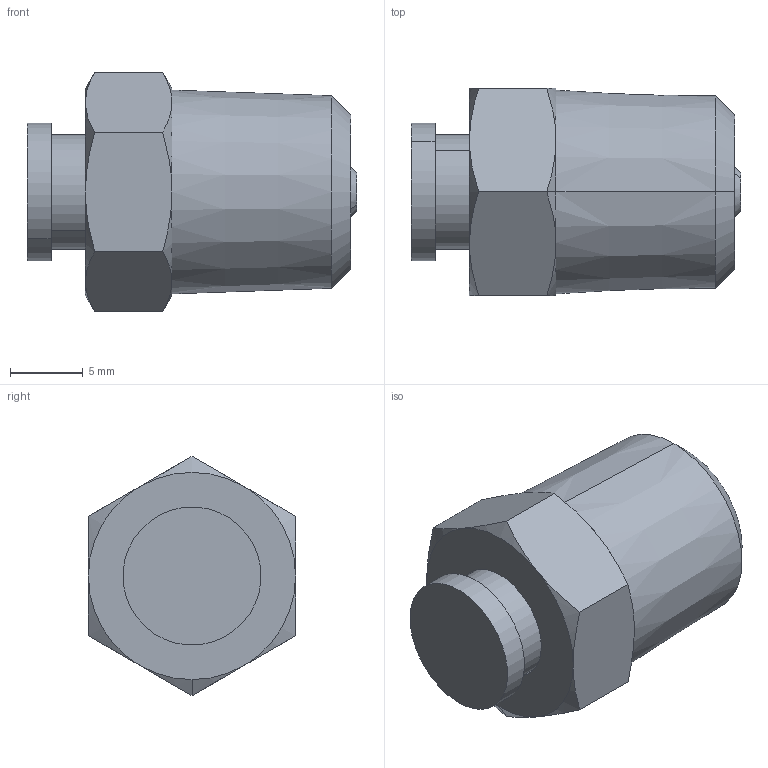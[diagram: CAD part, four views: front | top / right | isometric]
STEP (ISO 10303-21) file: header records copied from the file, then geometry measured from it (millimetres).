
FILE_DESCRIPTION (( 'STEP AP214' ), '1' );
FILE_NAME ('GBV14N.step', '2018-10-25T17:35:49', ( '' ), ( '' ), 'SwSTEP 2.0', 'SolidWorks 2018', '' );
FILE_SCHEMA (( 'AUTOMOTIVE_DESIGN' ));
Length unit declared in the file: inch
Products named in the file (1): GBV14N
Bounding box: 22.73 x 14.29 x 16.5 mm (x, y, z)
Volume: 2690.8 mm3; surface area: 1682.5 mm2
Topology: 4 solids, 4 shells, 52 faces, 104 edges, 62 vertices
Faces by surface type: cone 22, plane 16, cylinder 10, torus 4
Entity records: 2169 total; most frequent: CARTESIAN_POINT 391, DIRECTION 236, ORIENTED_EDGE 208, AXIS2_PLACEMENT_3D 105, EDGE_CURVE 104, VERTEX_POINT 62, EDGE_LOOP 58, DIMENSIONAL_EXPONENTS 54
